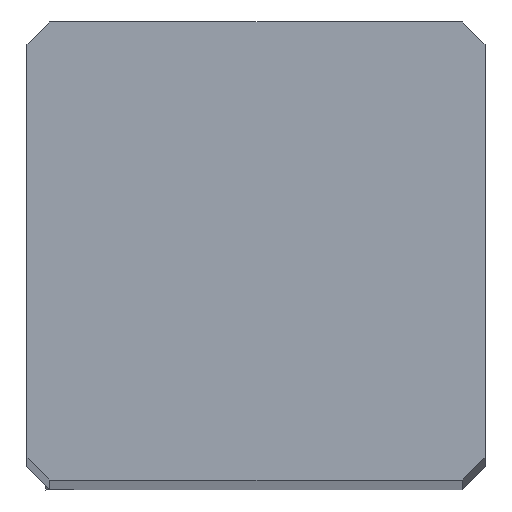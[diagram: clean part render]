
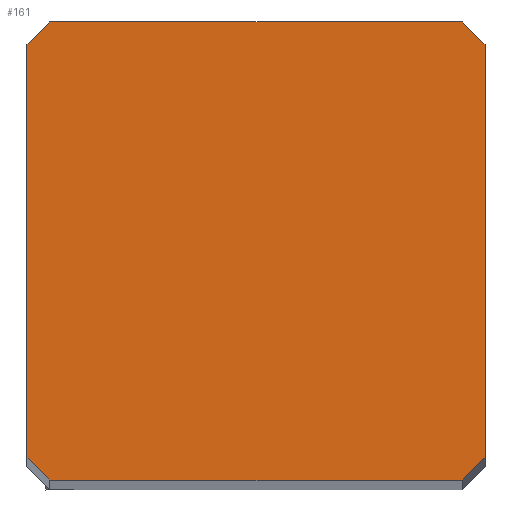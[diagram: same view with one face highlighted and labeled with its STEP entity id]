
A CAD part, top view. The second image highlights one B-rep face of the part: STEP entity #161.
In plain terms, the highlighted planar face has unit normal (0, 0, 1).
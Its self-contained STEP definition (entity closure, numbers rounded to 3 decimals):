
#105=FACE_OUTER_BOUND('',#250,.T.);
#161=ADVANCED_FACE('',(#105),#218,.T.);
#218=PLANE('',#1202);
#250=EDGE_LOOP('',(#399,#400,#401,#402,#403,#404,#405,#406));
#399=ORIENTED_EDGE('',*,*,#815,.F.);
#400=ORIENTED_EDGE('',*,*,#816,.F.);
#401=ORIENTED_EDGE('',*,*,#788,.F.);
#402=ORIENTED_EDGE('',*,*,#784,.T.);
#403=ORIENTED_EDGE('',*,*,#817,.F.);
#404=ORIENTED_EDGE('',*,*,#818,.F.);
#405=ORIENTED_EDGE('',*,*,#819,.F.);
#406=ORIENTED_EDGE('',*,*,#814,.T.);
#677=VERTEX_POINT('',#1644);
#678=VERTEX_POINT('',#1646);
#681=VERTEX_POINT('',#1654);
#700=VERTEX_POINT('',#1702);
#701=VERTEX_POINT('',#1704);
#702=VERTEX_POINT('',#1708);
#703=VERTEX_POINT('',#1711);
#704=VERTEX_POINT('',#1713);
#784=EDGE_CURVE('',#678,#677,#943,.T.);
#788=EDGE_CURVE('',#678,#681,#945,.T.);
#814=EDGE_CURVE('',#700,#701,#968,.T.);
#815=EDGE_CURVE('',#702,#701,#969,.T.);
#816=EDGE_CURVE('',#681,#702,#970,.T.);
#817=EDGE_CURVE('',#703,#677,#971,.T.);
#818=EDGE_CURVE('',#704,#703,#972,.T.);
#819=EDGE_CURVE('',#700,#704,#973,.T.);
#943=LINE('',#1645,#1032);
#945=LINE('',#1653,#1034);
#968=LINE('',#1705,#1057);
#969=LINE('',#1707,#1058);
#970=LINE('',#1709,#1059);
#971=LINE('',#1710,#1060);
#972=LINE('',#1712,#1061);
#973=LINE('',#1714,#1062);
#1032=VECTOR('',#1324,1.);
#1034=VECTOR('',#1332,1.);
#1057=VECTOR('',#1371,1.);
#1058=VECTOR('',#1374,1.);
#1059=VECTOR('',#1375,1.);
#1060=VECTOR('',#1376,1.);
#1061=VECTOR('',#1377,1.);
#1062=VECTOR('',#1378,1.);
#1202=AXIS2_PLACEMENT_3D('',#1715,#1379,#1380);
#1324=DIRECTION('',(1.,0.,0.));
#1332=DIRECTION('',(-0.707,0.707,0.));
#1371=DIRECTION('',(-1.,0.,0.));
#1374=DIRECTION('',(0.707,0.707,0.));
#1375=DIRECTION('',(0.,1.,0.));
#1376=DIRECTION('',(-0.707,-0.707,0.));
#1377=DIRECTION('',(0.,-1.,0.));
#1378=DIRECTION('',(0.707,-0.707,0.));
#1379=DIRECTION('',(0.,0.,1.));
#1380=DIRECTION('',(-1.,0.,0.));
#1644=CARTESIAN_POINT('',(-0.5,0.,0.));
#1645=CARTESIAN_POINT('',(-9.5,0.,0.));
#1646=CARTESIAN_POINT('',(-9.5,0.,0.));
#1653=CARTESIAN_POINT('',(-9.5,0.,0.));
#1654=CARTESIAN_POINT('',(-10.,0.5,0.));
#1702=CARTESIAN_POINT('',(-0.5,10.,0.));
#1704=CARTESIAN_POINT('',(-9.5,10.,0.));
#1705=CARTESIAN_POINT('',(-0.5,10.,0.));
#1707=CARTESIAN_POINT('',(-10.,9.5,0.));
#1708=CARTESIAN_POINT('',(-10.,9.5,0.));
#1709=CARTESIAN_POINT('',(-10.,0.5,0.));
#1710=CARTESIAN_POINT('',(0.,0.5,0.));
#1711=CARTESIAN_POINT('',(0.,0.5,0.));
#1712=CARTESIAN_POINT('',(0.,9.5,0.));
#1713=CARTESIAN_POINT('',(0.,9.5,0.));
#1714=CARTESIAN_POINT('',(-0.5,10.,0.));
#1715=CARTESIAN_POINT('',(-5.,5.,0.));
